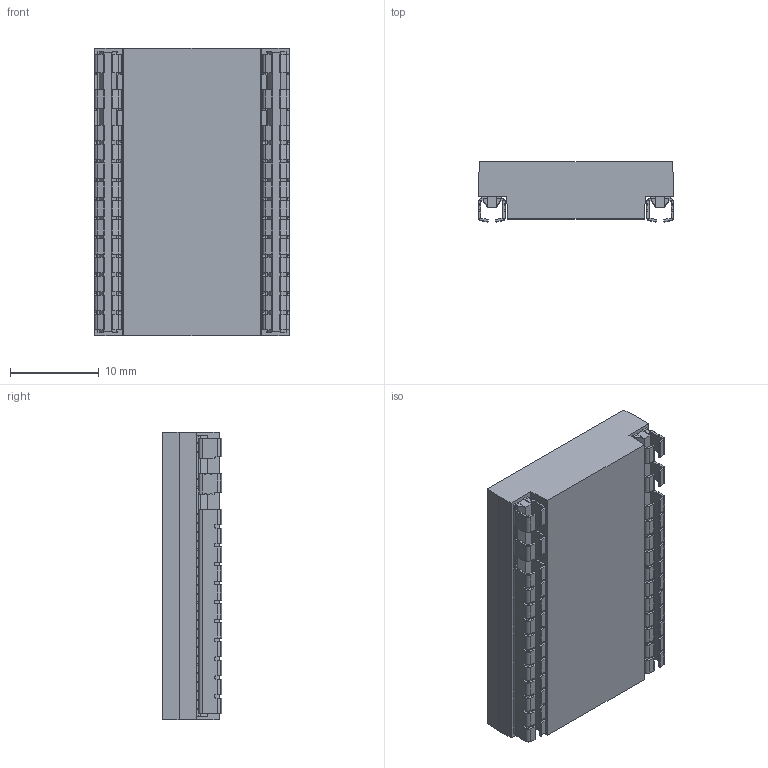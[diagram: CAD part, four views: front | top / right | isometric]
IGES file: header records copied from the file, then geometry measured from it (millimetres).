
Start section: SolidWorks IGES file using analytic representation for surfaces
Global section: file name: 36033r1.IGS; native system: SolidWorks 2011; preprocessor: SolidWorks 2011; author: Krishna; date: 110314.125347; units: inch
Bounding box: 22.01 x 6.73 x 32.5 mm (x, y, z)
Surface area: 3115.7 mm2 (no closed solid volume)
Topology: 0 solids, 0 shells, 1612 faces, 14452 edges, 14452 vertices
Faces by surface type: bspline 984, revolution 628
